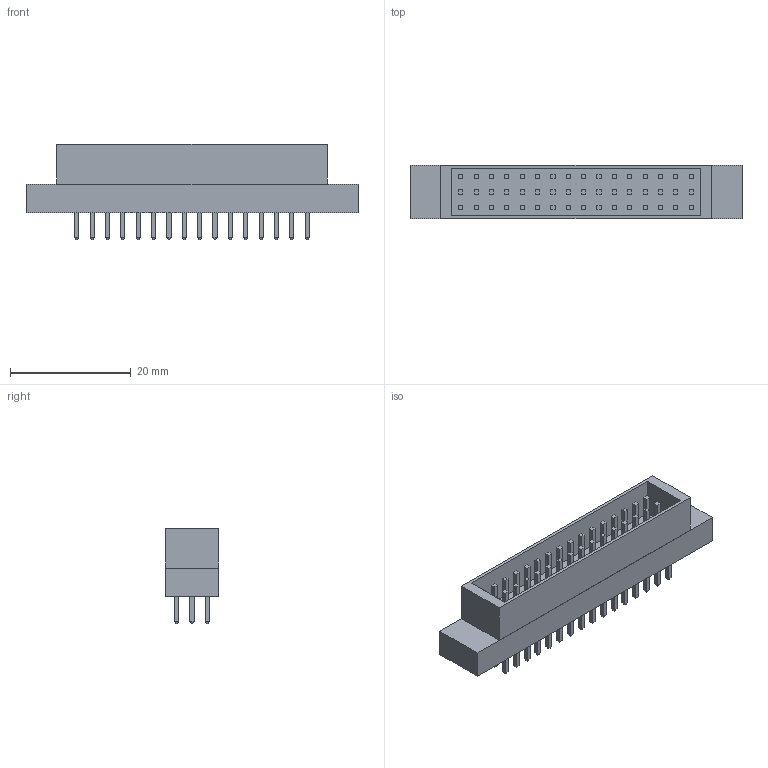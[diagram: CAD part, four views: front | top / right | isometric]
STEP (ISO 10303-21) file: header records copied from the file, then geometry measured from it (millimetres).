
FILE_DESCRIPTION (( 'STEP AP214' ), '1' );
FILE_NAME ('DIN 3X16 32M.STEP', '2021-11-30T05:18:25', ( '' ), ( '' ), 'SwSTEP 2.0', 'SolidWorks 2019', '' );
FILE_SCHEMA (( 'AUTOMOTIVE_DESIGN' ));
Length unit declared in the file: millimetre
Products named in the file (1): DIN 3X16 32M
Bounding box: 54.9 x 8.8 x 15.8 mm (x, y, z)
Volume: 3103.5 mm3; surface area: 5596.2 mm2
Topology: 50 solids, 50 shells, 497 faces, 996 edges, 600 vertices
Faces by surface type: plane 497
Entity records: 18109 total; most frequent: CARTESIAN_POINT 2094, DIRECTION 1992, ORIENTED_EDGE 1992, EDGE_CURVE 996, VECTOR 996, LINE 996, VERTEX_POINT 600, UNCERTAINTY_MEASURE_WITH_UNIT 532
